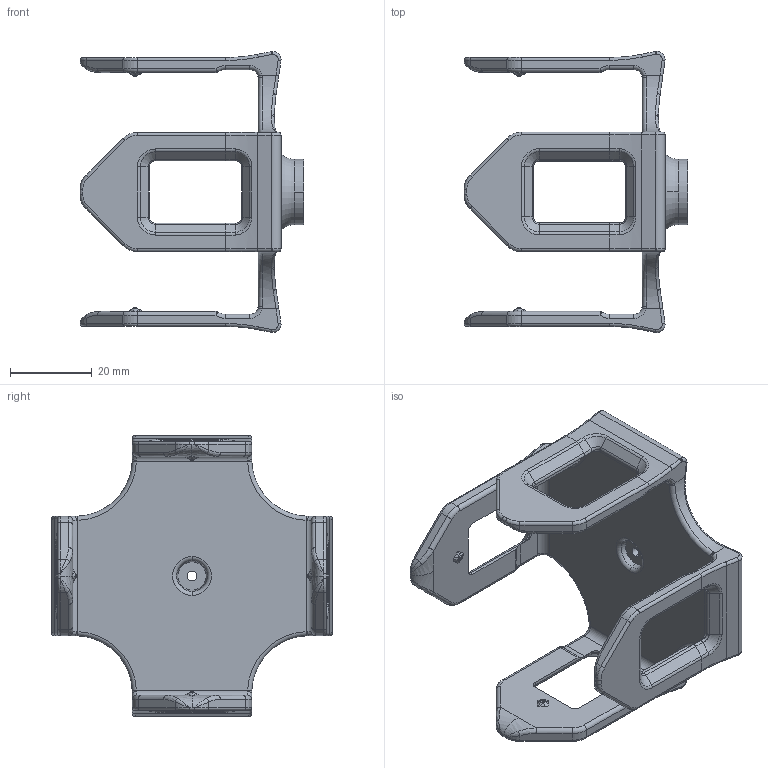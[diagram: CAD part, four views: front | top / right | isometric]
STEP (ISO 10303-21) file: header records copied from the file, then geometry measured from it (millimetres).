
FILE_DESCRIPTION (( 'STEP AP214' ), '1' );
FILE_NAME ('4x4 Solver PRT_001-4-220425 - Claw.STEP', '2025-04-22T16:48:24', ( '' ), ( '' ), 'SwSTEP 2.0', 'SolidWorks 2023', '' );
FILE_SCHEMA (( 'AUTOMOTIVE_DESIGN' ));
Length unit declared in the file: millimetre
Products named in the file (1): 4x4 Solver PRT_001-4-220425 - Claw
Bounding box: 54.95 x 68.97 x 68.97 mm (x, y, z)
Volume: 25884.3 mm3; surface area: 15848.3 mm2
Topology: 1 solids, 1 shells, 519 faces, 1216 edges, 690 vertices
Faces by surface type: cylinder 204, torus 100, plane 96, bspline 72, sphere 28, cone 19
Entity records: 17603 total; most frequent: CARTESIAN_POINT 6236, ORIENTED_EDGE 2416, DIRECTION 2406, EDGE_CURVE 1208, AXIS2_PLACEMENT_3D 976, VERTEX_POINT 690, CIRCLE 528, EDGE_LOOP 528
